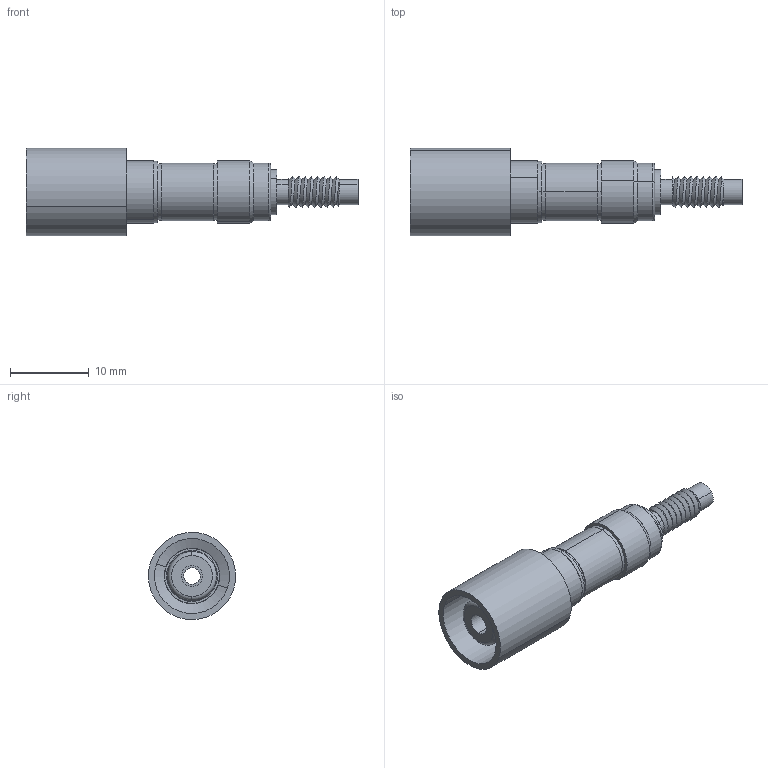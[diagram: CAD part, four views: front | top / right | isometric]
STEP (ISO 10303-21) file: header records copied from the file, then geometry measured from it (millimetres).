
FILE_DESCRIPTION (( 'STEP AP203' ), '1' );
FILE_NAME ('A0036-1-W.STEP', '2013-05-16T12:04:59', ( '' ), ( '' ), 'SwSTEP 2.0', 'SolidWorks 2012', '' );
FILE_SCHEMA (( 'CONFIG_CONTROL_DESIGN' ));
Length unit declared in the file: inch
Products named in the file (1): A0036-1-W
Bounding box: 42.06 x 11.05 x 11.05 mm (x, y, z)
Volume: 1435.2 mm3; surface area: 2306.3 mm2
Topology: 1 solids, 1 shells, 107 faces, 242 edges, 152 vertices
Faces by surface type: cylinder 62, cone 18, plane 18, torus 6, bspline 3
Entity records: 4366 total; most frequent: CARTESIAN_POINT 1911, DIRECTION 526, ORIENTED_EDGE 484, EDGE_CURVE 242, AXIS2_PLACEMENT_3D 223, VERTEX_POINT 152, EDGE_LOOP 124, CIRCLE 118
